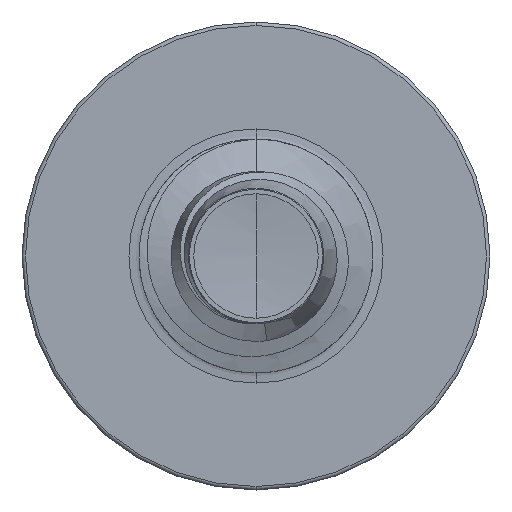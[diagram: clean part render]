
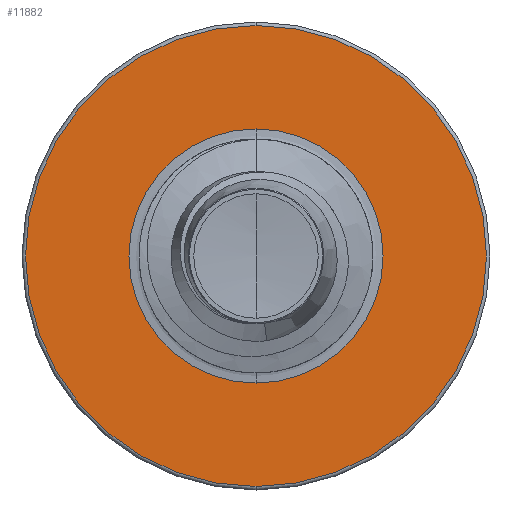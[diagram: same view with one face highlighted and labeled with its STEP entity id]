
A CAD part, front view. The second image highlights one B-rep face of the part: STEP entity #11882.
In plain terms, the highlighted planar face has unit normal (0, -1, 0).
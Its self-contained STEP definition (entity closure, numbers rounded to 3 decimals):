
#2319 = CIRCLE ( 'NONE', #11196, 1.086 ) ;
#2612 = EDGE_LOOP ( 'NONE', ( #3523, #2772 ) ) ;
#2772 = ORIENTED_EDGE ( 'NONE', *, *, #6781, .F. ) ;
#3060 = CARTESIAN_POINT ( 'NONE',  ( 0., 5., -1.97 ) ) ;
#3079 = FACE_OUTER_BOUND ( 'NONE', #2612, .T. ) ;
#3261 = VERTEX_POINT ( 'NONE', #3060 ) ;
#3284 = CIRCLE ( 'NONE', #7971, 1.086 ) ;
#3523 = ORIENTED_EDGE ( 'NONE', *, *, #7667, .F. ) ;
#3691 = EDGE_LOOP ( 'NONE', ( #8907, #4296 ) ) ;
#3732 = AXIS2_PLACEMENT_3D ( 'NONE', #12092, #11946, #11926 ) ;
#4237 = DIRECTION ( 'NONE',  ( 0., 0., 1. ) ) ;
#4254 = PLANE ( 'NONE',  #6265 ) ;
#4296 = ORIENTED_EDGE ( 'NONE', *, *, #7981, .T. ) ;
#4297 = CARTESIAN_POINT ( 'NONE',  ( 0., 5., -1.086 ) ) ;
#4344 = DIRECTION ( 'NONE',  ( 0., 1., 0. ) ) ;
#5211 = DIRECTION ( 'NONE',  ( 0., 0., 1. ) ) ;
#5212 = DIRECTION ( 'NONE',  ( 0., 1., 0. ) ) ;
#5225 = CARTESIAN_POINT ( 'NONE',  ( 0., 5., 0. ) ) ;
#5593 = FACE_BOUND ( 'NONE', #3691, .T. ) ;
#6066 = AXIS2_PLACEMENT_3D ( 'NONE', #5225, #5212, #5211 ) ;
#6161 = CARTESIAN_POINT ( 'NONE',  ( 0., 5., -1.086 ) ) ;
#6265 = AXIS2_PLACEMENT_3D ( 'NONE', #4297, #4344, #4237 ) ;
#6476 = CIRCLE ( 'NONE', #3732, 1.97 ) ;
#6781 = EDGE_CURVE ( 'NONE', #3261, #10481, #6476, .T. ) ;
#7021 = EDGE_CURVE ( 'NONE', #10450, #9547, #3284, .T. ) ;
#7667 = EDGE_CURVE ( 'NONE', #10481, #3261, #10605, .T. ) ;
#7971 = AXIS2_PLACEMENT_3D ( 'NONE', #7996, #7994, #7982 ) ;
#7981 = EDGE_CURVE ( 'NONE', #9547, #10450, #2319, .T. ) ;
#7982 = DIRECTION ( 'NONE',  ( 0., 0., 1. ) ) ;
#7994 = DIRECTION ( 'NONE',  ( 0., 1., 0. ) ) ;
#7996 = CARTESIAN_POINT ( 'NONE',  ( 0., 5., 0. ) ) ;
#8759 = DIRECTION ( 'NONE',  ( 0., 1., 0. ) ) ;
#8907 = ORIENTED_EDGE ( 'NONE', *, *, #7021, .T. ) ;
#9547 = VERTEX_POINT ( 'NONE', #6161 ) ;
#9645 = CARTESIAN_POINT ( 'NONE',  ( 0., 5., 1.97 ) ) ;
#10012 = CARTESIAN_POINT ( 'NONE',  ( 0., 5., 1.086 ) ) ;
#10450 = VERTEX_POINT ( 'NONE', #10012 ) ;
#10481 = VERTEX_POINT ( 'NONE', #9645 ) ;
#10605 = CIRCLE ( 'NONE', #6066, 1.97 ) ;
#11196 = AXIS2_PLACEMENT_3D ( 'NONE', #12236, #8759, #12081 ) ;
#11882 = ADVANCED_FACE ( 'NONE', ( #3079, #5593 ), #4254, .F. ) ;
#11926 = DIRECTION ( 'NONE',  ( 0., 0., 1. ) ) ;
#11946 = DIRECTION ( 'NONE',  ( 0., 1., 0. ) ) ;
#12081 = DIRECTION ( 'NONE',  ( 0., 0., 1. ) ) ;
#12092 = CARTESIAN_POINT ( 'NONE',  ( 0., 5., 0. ) ) ;
#12236 = CARTESIAN_POINT ( 'NONE',  ( 0., 5., 0. ) ) ;
